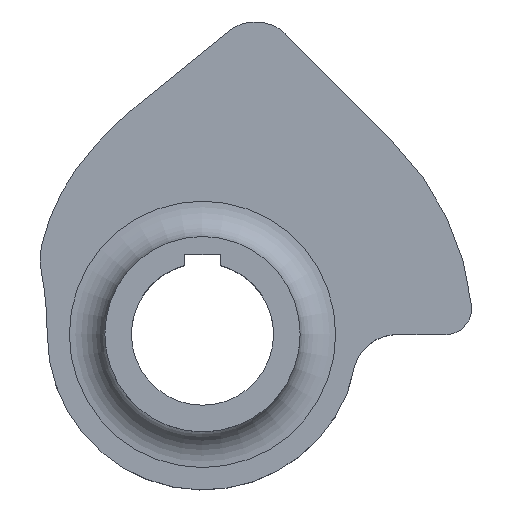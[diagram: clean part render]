
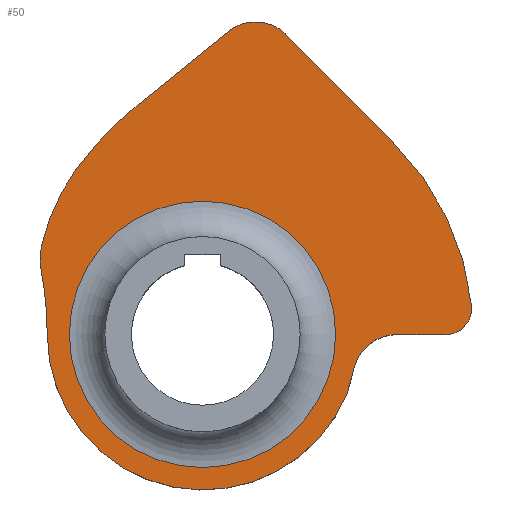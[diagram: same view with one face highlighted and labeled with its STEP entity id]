
A CAD part, top view. The second image highlights one B-rep face of the part: STEP entity #50.
In plain terms, the highlighted planar face has unit normal (0, 0, 1).
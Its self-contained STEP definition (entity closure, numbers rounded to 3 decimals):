
#50=ADVANCED_FACE('',(#83,#84),#85,.F.);
#83=FACE_BOUND('',#145,.T.);
#84=FACE_OUTER_BOUND('',#146,.T.);
#85=PLANE('',#147);
#145=EDGE_LOOP('',(#224));
#146=EDGE_LOOP('',(#225,#226,#227,#228,#229,#230,#231,#232,#233,#234,#235,#236,#237));
#147=AXIS2_PLACEMENT_3D('',#238,#239,#240);
#224=ORIENTED_EDGE('',*,*,#418,.T.);
#225=ORIENTED_EDGE('',*,*,#419,.F.);
#226=ORIENTED_EDGE('',*,*,#407,.F.);
#227=ORIENTED_EDGE('',*,*,#413,.F.);
#228=ORIENTED_EDGE('',*,*,#420,.T.);
#229=ORIENTED_EDGE('',*,*,#421,.T.);
#230=ORIENTED_EDGE('',*,*,#422,.F.);
#231=ORIENTED_EDGE('',*,*,#423,.F.);
#232=ORIENTED_EDGE('',*,*,#424,.T.);
#233=ORIENTED_EDGE('',*,*,#425,.F.);
#234=ORIENTED_EDGE('',*,*,#426,.F.);
#235=ORIENTED_EDGE('',*,*,#427,.F.);
#236=ORIENTED_EDGE('',*,*,#428,.F.);
#237=ORIENTED_EDGE('',*,*,#429,.F.);
#238=CARTESIAN_POINT('',(0.007,0.017,446.013));
#239=DIRECTION('',(0.,0.,-1.));
#240=DIRECTION('',(1.,0.,0.));
#407=EDGE_CURVE('',#471,#473,#474,.T.);
#413=EDGE_CURVE('',#482,#471,#484,.T.);
#418=EDGE_CURVE('',#493,#493,#494,.T.);
#419=EDGE_CURVE('',#473,#495,#496,.T.);
#420=EDGE_CURVE('',#482,#497,#498,.T.);
#421=EDGE_CURVE('',#497,#499,#500,.T.);
#422=EDGE_CURVE('',#501,#499,#502,.T.);
#423=EDGE_CURVE('',#503,#501,#504,.T.);
#424=EDGE_CURVE('',#503,#505,#506,.T.);
#425=EDGE_CURVE('',#507,#505,#508,.T.);
#426=EDGE_CURVE('',#509,#507,#510,.T.);
#427=EDGE_CURVE('',#511,#509,#512,.T.);
#428=EDGE_CURVE('',#513,#511,#514,.T.);
#429=EDGE_CURVE('',#495,#513,#515,.T.);
#471=VERTEX_POINT('',#578);
#473=VERTEX_POINT('',#581);
#474=CIRCLE('',#582,25.0);
#482=VERTEX_POINT('',#592);
#484=LINE('',#595,#596);
#493=VERTEX_POINT('',#607);
#494=CIRCLE('',#608,75.0);
#495=VERTEX_POINT('',#609);
#496=CIRCLE('',#610,822.145);
#497=VERTEX_POINT('',#611);
#498=CIRCLE('',#612,15.0);
#499=VERTEX_POINT('',#613);
#500=CIRCLE('',#614,152.41);
#501=VERTEX_POINT('',#615);
#502=LINE('',#616,#617);
#503=VERTEX_POINT('',#618);
#504=CIRCLE('',#619,25.0);
#505=VERTEX_POINT('',#620);
#506=LINE('',#621,#622);
#507=VERTEX_POINT('',#623);
#508=CIRCLE('',#624,191.25);
#509=VERTEX_POINT('',#625);
#510=CIRCLE('',#626,118.0);
#511=VERTEX_POINT('',#627);
#512=CIRCLE('',#628,37.408);
#513=VERTEX_POINT('',#629);
#514=CIRCLE('',#630,202.275);
#515=CIRCLE('',#631,87.75);
#578=CARTESIAN_POINT('',(-72.859,-71.269,446.017));
#581=CARTESIAN_POINT('',(-95.832,-88.829,446.018));
#582=AXIS2_PLACEMENT_3D('',#719,#720,#721);
#592=CARTESIAN_POINT('',(-46.429,-71.274,446.017));
#595=CARTESIAN_POINT('',(-46.429,-71.274,446.017));
#596=VECTOR('',#731,1.0);
#607=CARTESIAN_POINT('',(-181.584,3.812,446.016));
#608=AXIS2_PLACEMENT_3D('',#740,#741,#742);
#609=CARTESIAN_POINT('',(-100.062,-104.218,446.019));
#610=AXIS2_PLACEMENT_3D('',#743,#744,#745);
#611=CARTESIAN_POINT('',(-29.983,-55.322,446.016));
#612=AXIS2_PLACEMENT_3D('',#746,#747,#748);
#613=CARTESIAN_POINT('',(-74.307,37.04,446.013));
#614=AXIS2_PLACEMENT_3D('',#749,#750,#751);
#615=CARTESIAN_POINT('',(-135.119,98.471,446.012));
#616=CARTESIAN_POINT('',(-135.119,98.471,446.012));
#617=VECTOR('',#752,1.0);
#618=CARTESIAN_POINT('',(-165.913,100.324,446.012));
#619=AXIS2_PLACEMENT_3D('',#753,#754,#755);
#620=CARTESIAN_POINT('',(-217.852,58.153,446.014));
#621=CARTESIAN_POINT('',(-165.913,100.324,446.012));
#622=VECTOR('',#756,1.0);
#623=CARTESIAN_POINT('',(-252.871,21.561,446.016));
#624=AXIS2_PLACEMENT_3D('',#757,#758,#759);
#625=CARTESIAN_POINT('',(-272.083,-20.792,446.018));
#626=AXIS2_PLACEMENT_3D('',#760,#761,#762);
#627=CARTESIAN_POINT('',(-272.509,-34.412,446.019));
#628=AXIS2_PLACEMENT_3D('',#763,#764,#765);
#629=CARTESIAN_POINT('',(-269.034,-70.53,446.02));
#630=AXIS2_PLACEMENT_3D('',#766,#767,#768);
#631=AXIS2_PLACEMENT_3D('',#769,#770,#771);
#719=CARTESIAN_POINT('',(-71.96,-96.253,446.018));
#720=DIRECTION('',(0.,0.,1.));
#721=DIRECTION('',(-0.036,0.999,0.));
#731=DIRECTION('',(-1.,0.,0.));
#740=CARTESIAN_POINT('',(-181.584,-71.188,446.019));
#741=DIRECTION('',(0.,0.,-1.));
#742=DIRECTION('',(0.,1.,0.));
#743=CARTESIAN_POINT('',(-890.653,121.367,446.023));
#744=DIRECTION('',(0.,0.,-1.));
#745=DIRECTION('',(0.967,-0.256,0.));
#746=CARTESIAN_POINT('',(-44.948,-56.347,446.016));
#747=DIRECTION('',(0.,0.,1.));
#748=DIRECTION('',(-0.099,-0.995,0.));
#749=CARTESIAN_POINT('',(-181.559,-71.245,446.019));
#750=DIRECTION('',(0.,0.,1.));
#751=DIRECTION('',(0.995,0.104,0.));
#752=DIRECTION('',(0.704,-0.711,0.));
#753=CARTESIAN_POINT('',(-151.698,79.758,446.013));
#754=DIRECTION('',(0.,0.,-1.));
#755=DIRECTION('',(-0.569,0.823,0.));
#756=DIRECTION('',(-0.776,-0.63,0.));
#757=CARTESIAN_POINT('',(-98.41,-91.213,446.018));
#758=DIRECTION('',(0.,0.,-1.));
#759=DIRECTION('',(-0.808,0.59,0.));
#760=CARTESIAN_POINT('',(-157.122,-47.403,446.018));
#761=DIRECTION('',(0.,0.,-1.));
#762=DIRECTION('',(-0.974,0.226,0.));
#763=CARTESIAN_POINT('',(-235.532,-28.754,446.018));
#764=DIRECTION('',(0.,0.,-1.));
#765=DIRECTION('',(-0.988,-0.151,0.));
#766=CARTESIAN_POINT('',(-471.306,-71.765,446.024));
#767=DIRECTION('',(0.,0.,1.));
#768=DIRECTION('',(1.,0.006,0.));
#769=CARTESIAN_POINT('',(-181.286,-71.01,446.019));
#770=DIRECTION('',(0.,0.,-1.));
#771=DIRECTION('',(0.926,-0.378,0.));
